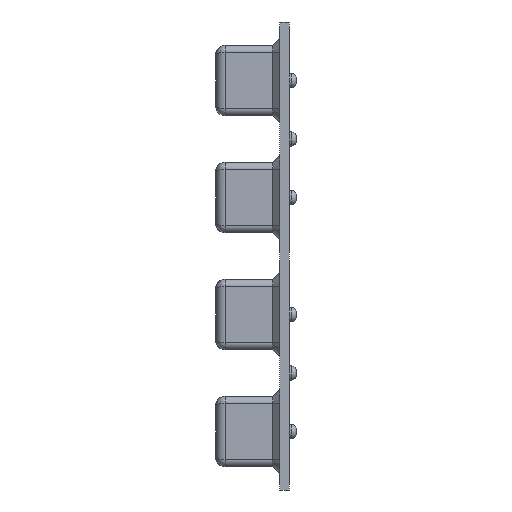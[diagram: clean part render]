
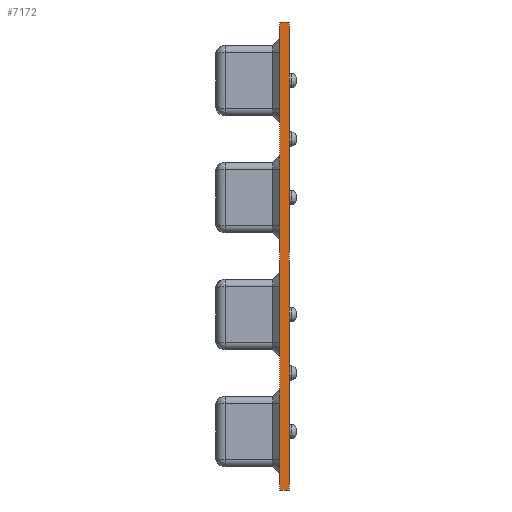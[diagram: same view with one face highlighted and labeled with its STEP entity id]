
A CAD part, left-side view. The second image highlights one B-rep face of the part: STEP entity #7172.
In plain terms, the highlighted planar face has unit normal (-1, 0, 0).
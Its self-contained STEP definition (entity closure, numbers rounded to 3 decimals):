
#416 = CARTESIAN_POINT ( 'NONE',  ( -50., 2., -50. ) ) ;
#1713 = DIRECTION ( 'NONE',  ( 0., -1., 0. ) ) ;
#1795 = ORIENTED_EDGE ( 'NONE', *, *, #10507, .T. ) ;
#2071 = DIRECTION ( 'NONE',  ( 0., 0., 1. ) ) ;
#2673 = VECTOR ( 'NONE', #2071, 1000. ) ;
#2744 = ORIENTED_EDGE ( 'NONE', *, *, #13990, .F. ) ;
#3165 = CARTESIAN_POINT ( 'NONE',  ( -50., 2., 50. ) ) ;
#5781 = FACE_OUTER_BOUND ( 'NONE', #10124, .T. ) ;
#6131 = DIRECTION ( 'NONE',  ( 0., 0., -1. ) ) ;
#7172 = ADVANCED_FACE ( 'NONE', ( #5781 ), #16984, .F. ) ;
#7344 = CARTESIAN_POINT ( 'NONE',  ( -50., 0., -50. ) ) ;
#7346 = ORIENTED_EDGE ( 'NONE', *, *, #12509, .F. ) ;
#7587 = VECTOR ( 'NONE', #1713, 1000. ) ;
#7774 = CARTESIAN_POINT ( 'NONE',  ( -50., 0., 50. ) ) ;
#7830 = DIRECTION ( 'NONE',  ( 1., 0., 0. ) ) ;
#8347 = VECTOR ( 'NONE', #12660, 1000. ) ;
#9390 = CARTESIAN_POINT ( 'NONE',  ( -50., 2., -50. ) ) ;
#9527 = CARTESIAN_POINT ( 'NONE',  ( -50., 2., 50. ) ) ;
#10124 = EDGE_LOOP ( 'NONE', ( #1795, #7346, #2744, #12364 ) ) ;
#10507 = EDGE_CURVE ( 'NONE', #10953, #14238, #20133, .T. ) ;
#10647 = CARTESIAN_POINT ( 'NONE',  ( -50., 2., -50. ) ) ;
#10953 = VERTEX_POINT ( 'NONE', #19953 ) ;
#12364 = ORIENTED_EDGE ( 'NONE', *, *, #20055, .T. ) ;
#12394 = VERTEX_POINT ( 'NONE', #9390 ) ;
#12406 = LINE ( 'NONE', #3165, #14873 ) ;
#12509 = EDGE_CURVE ( 'NONE', #20722, #14238, #12406, .T. ) ;
#12660 = DIRECTION ( 'NONE',  ( 0., 0., 1. ) ) ;
#13990 = EDGE_CURVE ( 'NONE', #12394, #20722, #22292, .T. ) ;
#14238 = VERTEX_POINT ( 'NONE', #7774 ) ;
#14405 = AXIS2_PLACEMENT_3D ( 'NONE', #416, #7830, #6131 ) ;
#14873 = VECTOR ( 'NONE', #17675, 1000. ) ;
#16984 = PLANE ( 'NONE',  #14405 ) ;
#17675 = DIRECTION ( 'NONE',  ( 0., -1., 0. ) ) ;
#19786 = LINE ( 'NONE', #10647, #7587 ) ;
#19953 = CARTESIAN_POINT ( 'NONE',  ( -50., 0., -50. ) ) ;
#20055 = EDGE_CURVE ( 'NONE', #12394, #10953, #19786, .T. ) ;
#20133 = LINE ( 'NONE', #7344, #2673 ) ;
#20236 = CARTESIAN_POINT ( 'NONE',  ( -50., 2., -50. ) ) ;
#20722 = VERTEX_POINT ( 'NONE', #9527 ) ;
#22292 = LINE ( 'NONE', #20236, #8347 ) ;
